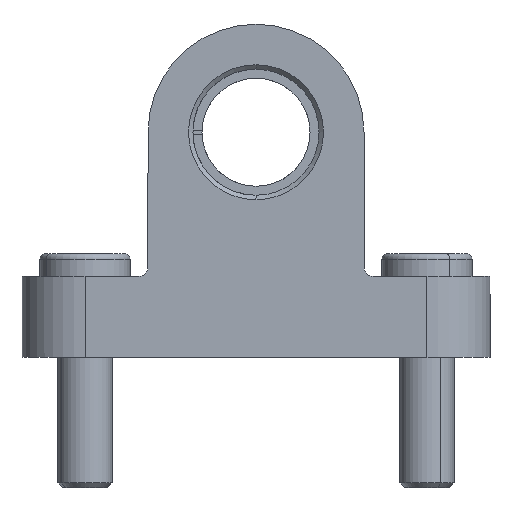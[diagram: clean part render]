
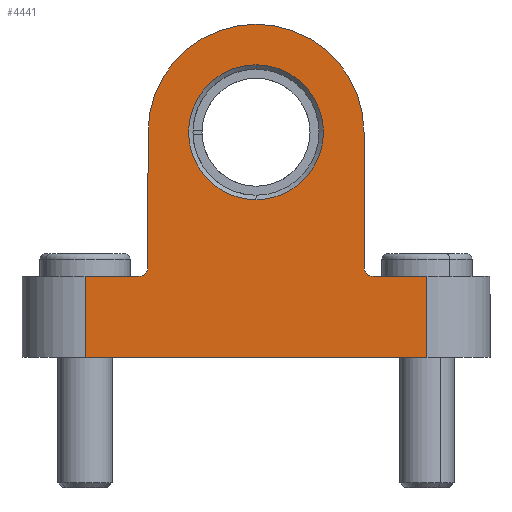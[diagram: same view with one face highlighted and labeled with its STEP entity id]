
A CAD part, left-side view. The second image highlights one B-rep face of the part: STEP entity #4441.
In plain terms, the highlighted planar face has unit normal (-1, 0, 0).
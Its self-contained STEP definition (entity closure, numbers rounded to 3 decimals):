
#52 = LINE ( 'NONE', #6073, #651 ) ;
#274 = EDGE_CURVE ( 'NONE', #6169, #8694, #2913, .T. ) ;
#464 = DIRECTION ( 'NONE',  ( 0., 0., -1. ) ) ;
#527 = CARTESIAN_POINT ( 'NONE',  ( -26., 12., 0. ) ) ;
#651 = VECTOR ( 'NONE', #4468, 1000. ) ;
#812 = ORIENTED_EDGE ( 'NONE', *, *, #5196, .T. ) ;
#933 = ORIENTED_EDGE ( 'NONE', *, *, #8171, .F. ) ;
#940 = CARTESIAN_POINT ( 'NONE',  ( -26., -12., 0. ) ) ;
#979 = AXIS2_PLACEMENT_3D ( 'NONE', #9242, #3391, #6764 ) ;
#1029 = EDGE_CURVE ( 'NONE', #5465, #8910, #9751, .T. ) ;
#1044 = ORIENTED_EDGE ( 'NONE', *, *, #1553, .F. ) ;
#1134 = VECTOR ( 'NONE', #8927, 1000. ) ;
#1231 = VERTEX_POINT ( 'NONE', #4846 ) ;
#1357 = DIRECTION ( 'NONE',  ( 1., 0., 0. ) ) ;
#1400 = CARTESIAN_POINT ( 'NONE',  ( -26., 0., 25. ) ) ;
#1517 = DIRECTION ( 'NONE',  ( 0., -1., 0. ) ) ;
#1527 = DIRECTION ( 'NONE',  ( 1., 0., 0. ) ) ;
#1553 = EDGE_CURVE ( 'NONE', #6169, #9362, #4148, .T. ) ;
#1559 = CARTESIAN_POINT ( 'NONE',  ( -26., 12., 10. ) ) ;
#1812 = VERTEX_POINT ( 'NONE', #10591 ) ;
#1867 = VERTEX_POINT ( 'NONE', #10088 ) ;
#1948 = EDGE_CURVE ( 'NONE', #8694, #5465, #52, .T. ) ;
#2174 = EDGE_CURVE ( 'NONE', #1812, #1867, #6305, .T. ) ;
#2392 = DIRECTION ( 'NONE',  ( 0., 0., -1. ) ) ;
#2395 = ORIENTED_EDGE ( 'NONE', *, *, #274, .T. ) ;
#2418 = VERTEX_POINT ( 'NONE', #2683 ) ;
#2550 = DIRECTION ( 'NONE',  ( 0., -1., 0. ) ) ;
#2683 = CARTESIAN_POINT ( 'NONE',  ( -26., 0., 17.5 ) ) ;
#2868 = EDGE_LOOP ( 'NONE', ( #10695, #4796 ) ) ;
#2913 = LINE ( 'NONE', #7826, #1134 ) ;
#3026 = DIRECTION ( 'NONE',  ( 0., 0., 1. ) ) ;
#3113 = LINE ( 'NONE', #8967, #10403 ) ;
#3216 = ORIENTED_EDGE ( 'NONE', *, *, #1029, .T. ) ;
#3285 = CARTESIAN_POINT ( 'NONE',  ( -26., 0., 25. ) ) ;
#3391 = DIRECTION ( 'NONE',  ( 1., 0., 0. ) ) ;
#3602 = AXIS2_PLACEMENT_3D ( 'NONE', #4664, #8031, #464 ) ;
#3689 = CARTESIAN_POINT ( 'NONE',  ( -26., 12., 25. ) ) ;
#3748 = VERTEX_POINT ( 'NONE', #8099 ) ;
#3750 = EDGE_CURVE ( 'NONE', #9750, #5793, #5503, .T. ) ;
#3773 = CARTESIAN_POINT ( 'NONE',  ( -26., 13., 9. ) ) ;
#3792 = CARTESIAN_POINT ( 'NONE',  ( -26., -19., 9. ) ) ;
#3794 = CIRCLE ( 'NONE', #979, 1. ) ;
#3816 = DIRECTION ( 'NONE',  ( 1., 0., 0. ) ) ;
#3870 = DIRECTION ( 'NONE',  ( 1., 0., 0. ) ) ;
#3976 = EDGE_CURVE ( 'NONE', #7477, #2418, #4019, .T. ) ;
#4019 = CIRCLE ( 'NONE', #4551, 7.5 ) ;
#4148 = LINE ( 'NONE', #10098, #5593 ) ;
#4187 = CARTESIAN_POINT ( 'NONE',  ( -26., 0., 32.5 ) ) ;
#4328 = AXIS2_PLACEMENT_3D ( 'NONE', #6368, #3870, #5646 ) ;
#4375 = EDGE_CURVE ( 'NONE', #2418, #7477, #9261, .T. ) ;
#4441 = ADVANCED_FACE ( 'NONE', ( #4710, #9728 ), #8077, .F. ) ;
#4456 = CARTESIAN_POINT ( 'NONE',  ( -26., 19., 9. ) ) ;
#4468 = DIRECTION ( 'NONE',  ( 0., -1., 0. ) ) ;
#4551 = AXIS2_PLACEMENT_3D ( 'NONE', #8921, #1357, #4779 ) ;
#4664 = CARTESIAN_POINT ( 'NONE',  ( -26., 0., 25. ) ) ;
#4710 = FACE_BOUND ( 'NONE', #2868, .T. ) ;
#4779 = DIRECTION ( 'NONE',  ( 0., 0., -1. ) ) ;
#4796 = ORIENTED_EDGE ( 'NONE', *, *, #4375, .T. ) ;
#4846 = CARTESIAN_POINT ( 'NONE',  ( -26., -13., 9. ) ) ;
#4848 = CIRCLE ( 'NONE', #3602, 12. ) ;
#5196 = EDGE_CURVE ( 'NONE', #9750, #9362, #3794, .T. ) ;
#5199 = AXIS2_PLACEMENT_3D ( 'NONE', #1400, #3816, #2392 ) ;
#5465 = VERTEX_POINT ( 'NONE', #9231 ) ;
#5503 = LINE ( 'NONE', #527, #7578 ) ;
#5546 = CIRCLE ( 'NONE', #5725, 1. ) ;
#5593 = VECTOR ( 'NONE', #2550, 1000. ) ;
#5621 = ORIENTED_EDGE ( 'NONE', *, *, #2174, .F. ) ;
#5646 = DIRECTION ( 'NONE',  ( 0., 0., -1. ) ) ;
#5725 = AXIS2_PLACEMENT_3D ( 'NONE', #8561, #7892, #8671 ) ;
#5789 = EDGE_CURVE ( 'NONE', #1231, #3748, #5546, .T. ) ;
#5793 = VERTEX_POINT ( 'NONE', #3689 ) ;
#5833 = DIRECTION ( 'NONE',  ( 0., 0., -1. ) ) ;
#5949 = AXIS2_PLACEMENT_3D ( 'NONE', #3285, #1527, #5833 ) ;
#5956 = ORIENTED_EDGE ( 'NONE', *, *, #6932, .T. ) ;
#6023 = LINE ( 'NONE', #940, #9942 ) ;
#6073 = CARTESIAN_POINT ( 'NONE',  ( -26., -26., 0. ) ) ;
#6169 = VERTEX_POINT ( 'NONE', #4456 ) ;
#6305 = CIRCLE ( 'NONE', #5949, 12. ) ;
#6368 = CARTESIAN_POINT ( 'NONE',  ( -26., -26., 9. ) ) ;
#6764 = DIRECTION ( 'NONE',  ( 0., 0., -1. ) ) ;
#6932 = EDGE_CURVE ( 'NONE', #3748, #1867, #6023, .T. ) ;
#7314 = ORIENTED_EDGE ( 'NONE', *, *, #1948, .T. ) ;
#7477 = VERTEX_POINT ( 'NONE', #4187 ) ;
#7578 = VECTOR ( 'NONE', #7932, 1000. ) ;
#7736 = DIRECTION ( 'NONE',  ( 0., 0., 1. ) ) ;
#7826 = CARTESIAN_POINT ( 'NONE',  ( -26., 19., 9. ) ) ;
#7854 = ORIENTED_EDGE ( 'NONE', *, *, #5789, .T. ) ;
#7892 = DIRECTION ( 'NONE',  ( 1., 0., 0. ) ) ;
#7932 = DIRECTION ( 'NONE',  ( 0., 0., 1. ) ) ;
#8031 = DIRECTION ( 'NONE',  ( 1., 0., 0. ) ) ;
#8077 = PLANE ( 'NONE',  #4328 ) ;
#8099 = CARTESIAN_POINT ( 'NONE',  ( -26., -12., 10. ) ) ;
#8171 = EDGE_CURVE ( 'NONE', #5793, #1812, #4848, .T. ) ;
#8224 = ORIENTED_EDGE ( 'NONE', *, *, #3750, .F. ) ;
#8345 = EDGE_CURVE ( 'NONE', #1231, #8910, #3113, .T. ) ;
#8561 = CARTESIAN_POINT ( 'NONE',  ( -26., -13., 10. ) ) ;
#8671 = DIRECTION ( 'NONE',  ( 0., 0., -1. ) ) ;
#8694 = VERTEX_POINT ( 'NONE', #10296 ) ;
#8836 = EDGE_LOOP ( 'NONE', ( #7314, #3216, #9307, #7854, #5956, #5621, #933, #8224, #812, #1044, #2395 ) ) ;
#8899 = VECTOR ( 'NONE', #3026, 1000. ) ;
#8910 = VERTEX_POINT ( 'NONE', #10402 ) ;
#8921 = CARTESIAN_POINT ( 'NONE',  ( -26., 0., 25. ) ) ;
#8927 = DIRECTION ( 'NONE',  ( 0., 0., -1. ) ) ;
#8967 = CARTESIAN_POINT ( 'NONE',  ( -26., -26., 9. ) ) ;
#9231 = CARTESIAN_POINT ( 'NONE',  ( -26., -19., 0. ) ) ;
#9242 = CARTESIAN_POINT ( 'NONE',  ( -26., 13., 10. ) ) ;
#9261 = CIRCLE ( 'NONE', #5199, 7.5 ) ;
#9307 = ORIENTED_EDGE ( 'NONE', *, *, #8345, .F. ) ;
#9362 = VERTEX_POINT ( 'NONE', #3773 ) ;
#9728 = FACE_OUTER_BOUND ( 'NONE', #8836, .T. ) ;
#9750 = VERTEX_POINT ( 'NONE', #1559 ) ;
#9751 = LINE ( 'NONE', #3792, #8899 ) ;
#9942 = VECTOR ( 'NONE', #7736, 1000. ) ;
#10088 = CARTESIAN_POINT ( 'NONE',  ( -26., -12., 25. ) ) ;
#10098 = CARTESIAN_POINT ( 'NONE',  ( -26., -26., 9. ) ) ;
#10296 = CARTESIAN_POINT ( 'NONE',  ( -26., 19., 0. ) ) ;
#10402 = CARTESIAN_POINT ( 'NONE',  ( -26., -19., 9. ) ) ;
#10403 = VECTOR ( 'NONE', #1517, 1000. ) ;
#10591 = CARTESIAN_POINT ( 'NONE',  ( -26., 0., 37. ) ) ;
#10695 = ORIENTED_EDGE ( 'NONE', *, *, #3976, .T. ) ;
